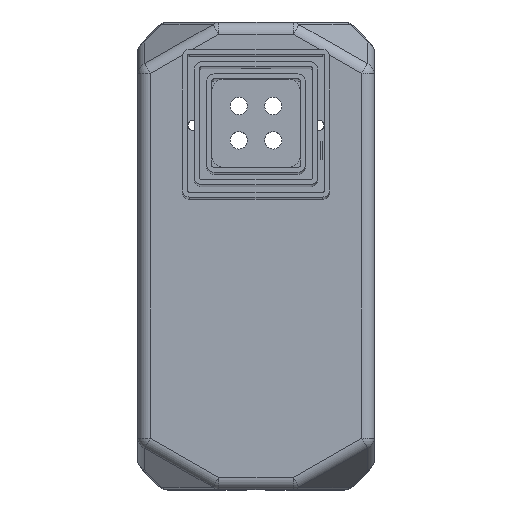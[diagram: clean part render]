
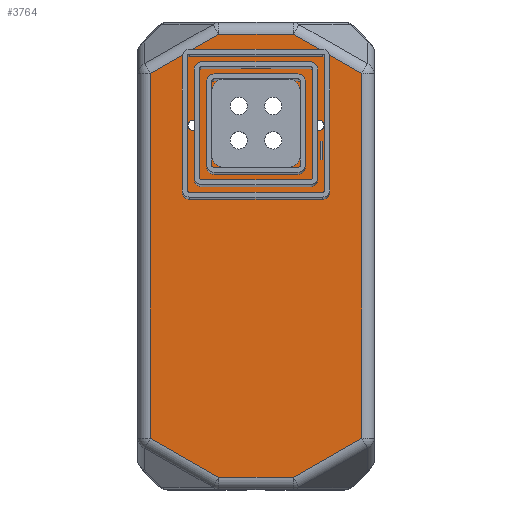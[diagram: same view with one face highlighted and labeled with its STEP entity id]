
A CAD part, top view. The second image highlights one B-rep face of the part: STEP entity #3764.
In plain terms, the highlighted planar face has unit normal (0, 0, 1).
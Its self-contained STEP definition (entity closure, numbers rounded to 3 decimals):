
#339=DIRECTION('',(-1.,0.,0.));
#340=VECTOR('',#339,30.277);
#341=CARTESIAN_POINT('',(15.139,-90.,24.));
#342=LINE('',#341,#340);
#443=DIRECTION('',(0.,1.,0.));
#444=VECTOR('',#443,148.158);
#445=CARTESIAN_POINT('',(-43.,-74.079,24.));
#446=LINE('',#445,#444);
#451=DIRECTION('',(0.868,-0.496,0.));
#452=VECTOR('',#451,32.09);
#453=CARTESIAN_POINT('',(-43.,-74.079,24.));
#454=LINE('',#453,#452);
#455=DIRECTION('',(-0.868,-0.496,0.));
#456=VECTOR('',#455,32.09);
#457=CARTESIAN_POINT('',(-15.139,90.,24.));
#458=LINE('',#457,#456);
#459=DIRECTION('',(-0.868,0.496,0.));
#460=VECTOR('',#459,32.09);
#461=CARTESIAN_POINT('',(43.,74.079,24.));
#462=LINE('',#461,#460);
#463=DIRECTION('',(0.868,0.496,0.));
#464=VECTOR('',#463,32.09);
#465=CARTESIAN_POINT('',(15.139,-90.,24.));
#466=LINE('',#465,#464);
#467=CARTESIAN_POINT('',(25.5,53.,24.));
#468=DIRECTION('',(0.,0.,-1.));
#469=DIRECTION('',(-1.,0.,0.));
#470=AXIS2_PLACEMENT_3D('',#467,#468,#469);
#472=CARTESIAN_POINT('',(25.5,53.,24.));
#473=DIRECTION('',(0.,0.,-1.));
#474=DIRECTION('',(1.,0.,0.));
#475=AXIS2_PLACEMENT_3D('',#472,#473,#474);
#477=CARTESIAN_POINT('',(-25.5,53.,24.));
#478=DIRECTION('',(0.,0.,-1.));
#479=DIRECTION('',(-1.,0.,0.));
#480=AXIS2_PLACEMENT_3D('',#477,#478,#479);
#482=CARTESIAN_POINT('',(-25.5,53.,24.));
#483=DIRECTION('',(0.,0.,-1.));
#484=DIRECTION('',(1.,0.,0.));
#485=AXIS2_PLACEMENT_3D('',#482,#483,#484);
#671=DIRECTION('',(0.,-1.,0.));
#672=VECTOR('',#671,148.158);
#673=CARTESIAN_POINT('',(43.,74.079,24.));
#674=LINE('',#673,#672);
#1734=DIRECTION('',(1.,0.,0.));
#1735=VECTOR('',#1734,32.);
#1736=CARTESIAN_POINT('',(-16.,37.,24.));
#1737=LINE('',#1736,#1735);
#1746=DIRECTION('',(0.,1.,0.));
#1747=VECTOR('',#1746,32.);
#1748=CARTESIAN_POINT('',(16.,37.,24.));
#1749=LINE('',#1748,#1747);
#1754=DIRECTION('',(-1.,0.,0.));
#1755=VECTOR('',#1754,32.);
#1756=CARTESIAN_POINT('',(16.,69.,24.));
#1757=LINE('',#1756,#1755);
#1766=DIRECTION('',(0.,-1.,0.));
#1767=VECTOR('',#1766,32.);
#1768=CARTESIAN_POINT('',(-16.,69.,24.));
#1769=LINE('',#1768,#1767);
#2546=DIRECTION('',(1.,0.,0.));
#2547=VECTOR('',#2546,30.277);
#2548=CARTESIAN_POINT('',(-15.139,90.,24.));
#2549=LINE('',#2548,#2547);
#2582=CARTESIAN_POINT('',(-43.,74.079,24.));
#2584=VERTEX_POINT('',#2582);
#2605=CARTESIAN_POINT('',(-23.35,53.,24.));
#2606=CARTESIAN_POINT('',(-27.65,53.,24.));
#2607=VERTEX_POINT('',#2605);
#2608=VERTEX_POINT('',#2606);
#2653=CARTESIAN_POINT('',(-16.,69.,24.));
#2654=CARTESIAN_POINT('',(-16.,37.,24.));
#2655=VERTEX_POINT('',#2653);
#2656=VERTEX_POINT('',#2654);
#2663=CARTESIAN_POINT('',(-43.,-74.079,
24.));
#2664=VERTEX_POINT('',#2663);
#2668=CARTESIAN_POINT('',(43.,-74.079,24.));
#2670=VERTEX_POINT('',#2668);
#2677=CARTESIAN_POINT('',(43.,74.079,24.));
#2678=VERTEX_POINT('',#2677);
#2684=CARTESIAN_POINT('',(-15.139,90.,24.));
#2686=VERTEX_POINT('',#2684);
#2687=CARTESIAN_POINT('',(15.139,-90.,24.));
#2689=VERTEX_POINT('',#2687);
#2791=CARTESIAN_POINT('',(-15.139,-90.,24.));
#2792=VERTEX_POINT('',#2791);
#3024=CARTESIAN_POINT('',(27.65,53.,24.));
#3026=VERTEX_POINT('',#3024);
#3037=CARTESIAN_POINT('',(15.139,90.,24.));
#3038=VERTEX_POINT('',#3037);
#3039=CARTESIAN_POINT('',(23.35,53.,24.));
#3040=VERTEX_POINT('',#3039);
#3123=CARTESIAN_POINT('',(16.,37.,24.));
#3124=VERTEX_POINT('',#3123);
#3157=CARTESIAN_POINT('',(16.,69.,24.));
#3158=VERTEX_POINT('',#3157);
#3722=CARTESIAN_POINT('',(-48.,-95.,24.));
#3723=DIRECTION('',(0.,0.,1.));
#3724=DIRECTION('',(1.,0.,0.));
#3725=AXIS2_PLACEMENT_3D('',#3722,#3723,#3724);
#3726=PLANE('',#3725);
#3727=ORIENTED_EDGE('',*,*,#3541,.T.);
#3728=ORIENTED_EDGE('',*,*,#3599,.F.);
#3729=ORIENTED_EDGE('',*,*,#3713,.T.);
#3731=ORIENTED_EDGE('',*,*,#3730,.F.);
#3733=ORIENTED_EDGE('',*,*,#3732,.T.);
#3735=ORIENTED_EDGE('',*,*,#3734,.F.);
#3737=ORIENTED_EDGE('',*,*,#3736,.T.);
#3739=ORIENTED_EDGE('',*,*,#3738,.F.);
#3740=EDGE_LOOP('',(#3727,#3728,#3729,#3731,#3733,#3735,#3737,#3739));
#3741=FACE_OUTER_BOUND('',#3740,.F.);
#3743=ORIENTED_EDGE('',*,*,#3742,.T.);
#3745=ORIENTED_EDGE('',*,*,#3744,.T.);
#3747=ORIENTED_EDGE('',*,*,#3746,.T.);
#3749=ORIENTED_EDGE('',*,*,#3748,.T.);
#3750=EDGE_LOOP('',(#3743,#3745,#3747,#3749));
#3751=FACE_BOUND('',#3750,.F.);
#3753=ORIENTED_EDGE('',*,*,#3752,.F.);
#3755=ORIENTED_EDGE('',*,*,#3754,.F.);
#3756=EDGE_LOOP('',(#3753,#3755));
#3757=FACE_BOUND('',#3756,.F.);
#3759=ORIENTED_EDGE('',*,*,#3758,.F.);
#3761=ORIENTED_EDGE('',*,*,#3760,.F.);
#3762=EDGE_LOOP('',(#3759,#3761));
#3763=FACE_BOUND('',#3762,.F.);
#3764=ADVANCED_FACE('',(#3741,#3751,#3757,#3763),#3726,.T.);
#471=CIRCLE('',#470,2.15);
#476=CIRCLE('',#475,2.15);
#481=CIRCLE('',#480,2.15);
#486=CIRCLE('',#485,2.15);
#3541=EDGE_CURVE('',#2689,#2792,#342,.T.);
#3599=EDGE_CURVE('',#2664,#2792,#454,.T.);
#3713=EDGE_CURVE('',#2664,#2584,#446,.T.);
#3730=EDGE_CURVE('',#2686,#2584,#458,.T.);
#3732=EDGE_CURVE('',#2686,#3038,#2549,.T.);
#3734=EDGE_CURVE('',#2678,#3038,#462,.T.);
#3736=EDGE_CURVE('',#2678,#2670,#674,.T.);
#3738=EDGE_CURVE('',#2689,#2670,#466,.T.);
#3742=EDGE_CURVE('',#2656,#3124,#1737,.T.);
#3744=EDGE_CURVE('',#3124,#3158,#1749,.T.);
#3746=EDGE_CURVE('',#3158,#2655,#1757,.T.);
#3748=EDGE_CURVE('',#2655,#2656,#1769,.T.);
#3752=EDGE_CURVE('',#3040,#3026,#471,.T.);
#3754=EDGE_CURVE('',#3026,#3040,#476,.T.);
#3758=EDGE_CURVE('',#2608,#2607,#481,.T.);
#3760=EDGE_CURVE('',#2607,#2608,#486,.T.);
